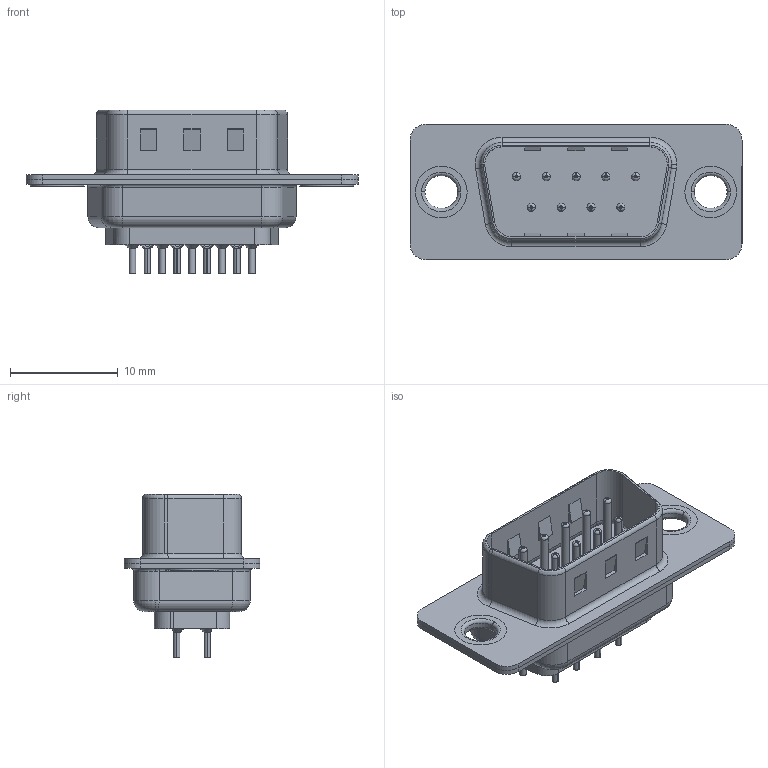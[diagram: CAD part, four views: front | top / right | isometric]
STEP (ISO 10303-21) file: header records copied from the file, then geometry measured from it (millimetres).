
FILE_DESCRIPTION (( 'STEP AP203' ), '1' );
FILE_NAME ('627-009-220-541.STEP', '2018-10-04T13:53:13', ( '' ), ( '' ), 'SwSTEP 2.0', 'SolidWorks 2016', '' );
FILE_SCHEMA (( 'CONFIG_CONTROL_DESIGN' ));
Length unit declared in the file: millimetre
Products named in the file (7): 627 Shell Rear_09 Contacts; 627 Contact Row 1_20L; 627 Contact Row 2_20L; 627 Thru Hole Rivet; 627-009-220-541; 627 Housing_09 LP; 627 Shell Front_09 Contacts
Assembly tree (14 placements, depth 2):
  627-009-220-541
    627 Housing_09 LP
    627 Shell Front_09 Contacts
    627 Shell Rear_09 Contacts
    627 Contact Row 1_20L  x5
    627 Contact Row 2_20L  x4
    627 Thru Hole Rivet  x2
Bounding box: 30.8 x 12.6 x 15.2 mm (x, y, z)
Volume: 1229.7 mm3; surface area: 3735 mm2
Topology: 14 solids, 14 shells, 1160 faces, 2988 edges, 1849 vertices
Faces by surface type: cylinder 446, plane 323, torus 301, cone 90
Entity records: 16775 total; most frequent: CARTESIAN_POINT 3190, DIRECTION 2871, ORIENTED_EDGE 2534, EDGE_CURVE 1267, AXIS2_PLACEMENT_3D 1156, VERTEX_POINT 796, CIRCLE 629, EDGE_LOOP 581
